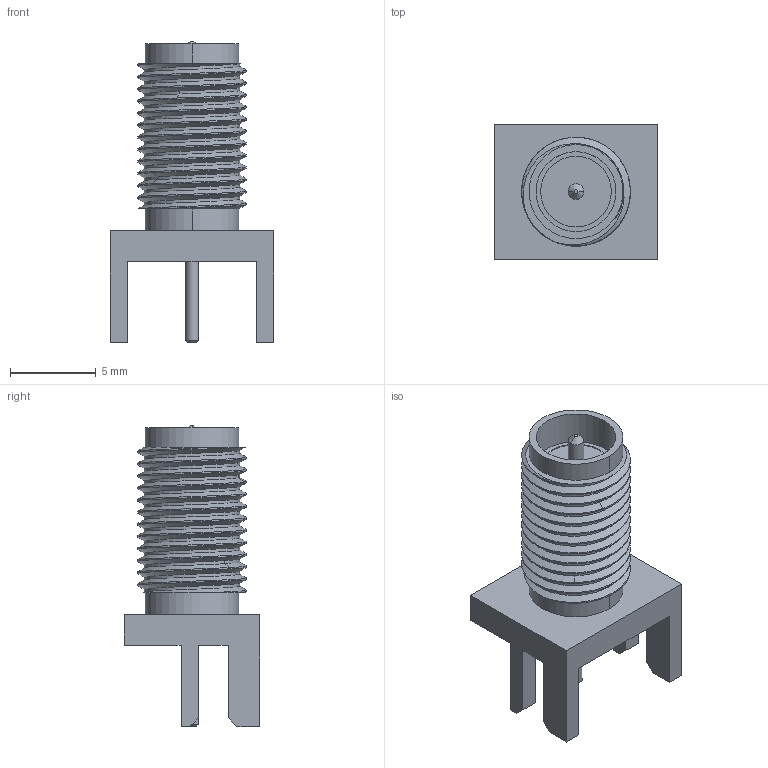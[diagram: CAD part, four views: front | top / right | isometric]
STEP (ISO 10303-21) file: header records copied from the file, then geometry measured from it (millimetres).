
FILE_DESCRIPTION((''),'2;1');
FILE_NAME('MOLEX_SD-73251-104','2016-11-03T',('s4237722'),(''),'CREO PARAMETRIC BY PTC INC, 2015080','CREO PARAMETRIC BY PTC INC, 2015080','');
FILE_SCHEMA(('AUTOMOTIVE_DESIGN { 1 0 10303 214 1 1 1 1 }'));
Length unit declared in the file: millimetre
Products named in the file (1): MOLEX_SD-73251-104
Bounding box: 9.53 x 7.92 x 17.58 mm (x, y, z)
Volume: 421.8 mm3; surface area: 656 mm2
Topology: 1 solids, 1 shells, 83 faces, 212 edges, 138 vertices
Faces by surface type: cylinder 36, plane 31, bspline 12, cone 4
Entity records: 7417 total; most frequent: CARTESIAN_POINT 4822, ORIENTED_EDGE 424, DIRECTION 316, PRESENTATION_STYLE_ASSIGNMENT 214, STYLED_ITEM 213, CURVE_STYLE 212, EDGE_CURVE 212, VERTEX_POINT 138
